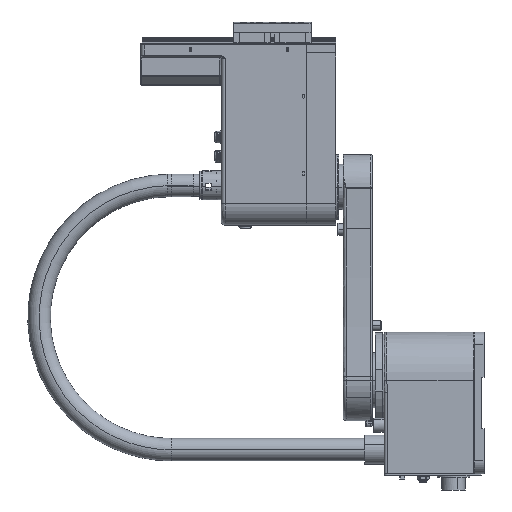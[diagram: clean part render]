
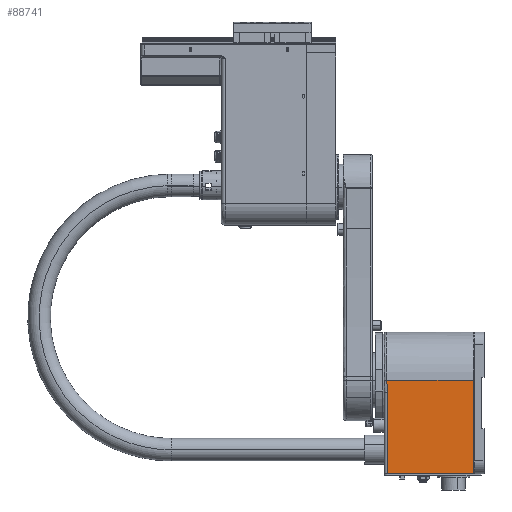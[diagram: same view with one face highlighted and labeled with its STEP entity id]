
A CAD part, left-side view. The second image highlights one B-rep face of the part: STEP entity #88741.
In plain terms, the highlighted planar face has unit normal (-1, 0, 0).
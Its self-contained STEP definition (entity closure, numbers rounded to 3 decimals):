
#4294 = ORIENTED_EDGE ( 'NONE', *, *, #87152, .F. ) ;
#4747 = VECTOR ( 'NONE', #90045, 1000. ) ;
#4838 = AXIS2_PLACEMENT_3D ( 'NONE', #30686, #94002, #14788 ) ;
#10254 = LINE ( 'NONE', #35885, #42018 ) ;
#11822 = LINE ( 'NONE', #44193, #4747 ) ;
#12173 = VECTOR ( 'NONE', #84182, 1000. ) ;
#14788 = DIRECTION ( 'NONE',  ( 0., 1., 0. ) ) ;
#17811 = CARTESIAN_POINT ( 'NONE',  ( -75., 145.67, -75. ) ) ;
#21109 = ORIENTED_EDGE ( 'NONE', *, *, #29562, .F. ) ;
#24316 = ORIENTED_EDGE ( 'NONE', *, *, #87704, .T. ) ;
#29172 = FACE_OUTER_BOUND ( 'NONE', #101537, .T. ) ;
#29562 = EDGE_CURVE ( 'NONE', #93877, #81397, #82671, .T. ) ;
#30151 = VERTEX_POINT ( 'NONE', #52402 ) ;
#30553 = LINE ( 'NONE', #77419, #49036 ) ;
#30686 = CARTESIAN_POINT ( 'NONE',  ( -75., 150., -75. ) ) ;
#30962 = CARTESIAN_POINT ( 'NONE',  ( -75., 145., -220. ) ) ;
#34396 = DIRECTION ( 'NONE',  ( 0., -1., 0. ) ) ;
#34735 = EDGE_CURVE ( 'NONE', #40005, #81575, #10254, .T. ) ;
#35885 = CARTESIAN_POINT ( 'NONE',  ( -75., 150., -75. ) ) ;
#37063 = CARTESIAN_POINT ( 'NONE',  ( -75., 145., -93.875 ) ) ;
#40005 = VERTEX_POINT ( 'NONE', #17811 ) ;
#42018 = VECTOR ( 'NONE', #34396, 1000. ) ;
#43124 = ORIENTED_EDGE ( 'NONE', *, *, #57767, .T. ) ;
#44193 = CARTESIAN_POINT ( 'NONE',  ( -75., 78.5, -220. ) ) ;
#47377 = CARTESIAN_POINT ( 'NONE',  ( -75., 145.099, -89.154 ) ) ;
#49036 = VECTOR ( 'NONE', #70691, 1000. ) ;
#52402 = CARTESIAN_POINT ( 'NONE',  ( -75., 12., -220. ) ) ;
#53566 = CARTESIAN_POINT ( 'NONE',  ( -75., 145.67, -76.572 ) ) ;
#54551 = CARTESIAN_POINT ( 'NONE',  ( -75., 12., -75. ) ) ;
#55087 = CARTESIAN_POINT ( 'NONE',  ( -75., 145., -92.301 ) ) ;
#57767 = EDGE_CURVE ( 'NONE', #93877, #30151, #11822, .T. ) ;
#68489 = CARTESIAN_POINT ( 'NONE',  ( -75., 145.366, -84.438 ) ) ;
#69053 = ORIENTED_EDGE ( 'NONE', *, *, #34735, .F. ) ;
#70691 = DIRECTION ( 'NONE',  ( 0., 0., 1. ) ) ;
#77419 = CARTESIAN_POINT ( 'NONE',  ( -75., 12., 0. ) ) ;
#78284 = CARTESIAN_POINT ( 'NONE',  ( -75., 145., -93.875 ) ) ;
#81397 = VERTEX_POINT ( 'NONE', #37063 ) ;
#81575 = VERTEX_POINT ( 'NONE', #54551 ) ;
#82671 = LINE ( 'NONE', #98628, #12173 ) ;
#84182 = DIRECTION ( 'NONE',  ( 0., 0., 1. ) ) ;
#84982 = CARTESIAN_POINT ( 'NONE',  ( -75., 145.67, -75. ) ) ;
#87152 = EDGE_CURVE ( 'NONE', #81397, #40005, #89130, .T. ) ;
#87704 = EDGE_CURVE ( 'NONE', #30151, #81575, #30553, .T. ) ;
#88741 = ADVANCED_FACE ( 'NONE', ( #29172 ), #100717, .F. ) ;
#89130 = B_SPLINE_CURVE_WITH_KNOTS ( 'NONE', 3,
 ( #78284, #55087, #47377, #68489, #99924, #53566, #84982 ),
 .UNSPECIFIED., .F., .F.,
 ( 4, 1, 1, 1, 4 ),
 ( -19.011, -14.263, -9.516, -4.768, -0.02 ),
 .UNSPECIFIED. ) ;
#90045 = DIRECTION ( 'NONE',  ( 0., -1., 0. ) ) ;
#93877 = VERTEX_POINT ( 'NONE', #30962 ) ;
#94002 = DIRECTION ( 'NONE',  ( 1., 0., 0. ) ) ;
#98628 = CARTESIAN_POINT ( 'NONE',  ( -75., 145., -75. ) ) ;
#99924 = CARTESIAN_POINT ( 'NONE',  ( -75., 145.606, -79.721 ) ) ;
#100717 = PLANE ( 'NONE',  #4838 ) ;
#101537 = EDGE_LOOP ( 'NONE', ( #24316, #69053, #4294, #21109, #43124 ) ) ;
